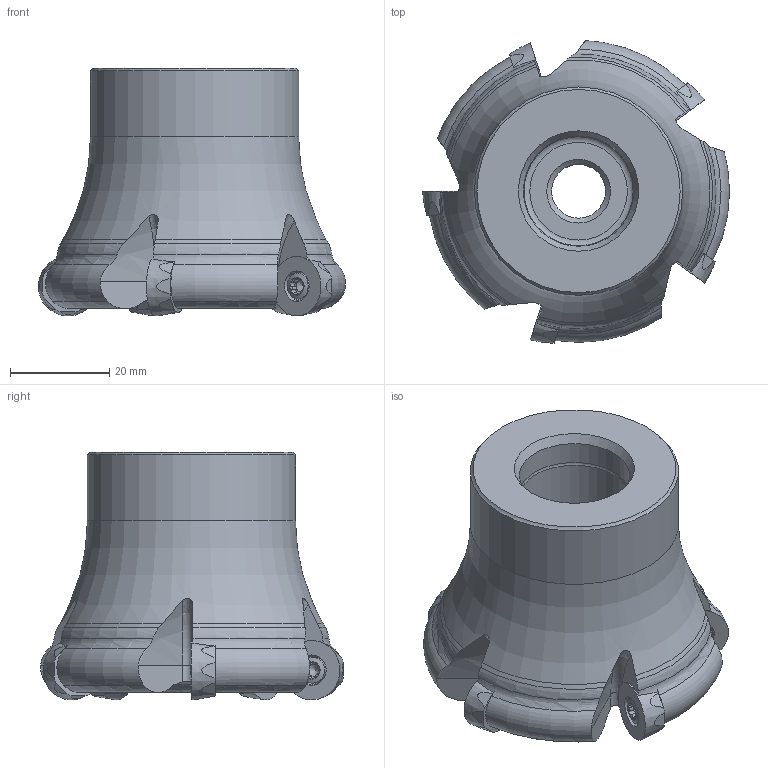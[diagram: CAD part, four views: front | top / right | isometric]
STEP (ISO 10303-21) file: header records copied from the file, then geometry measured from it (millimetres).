
FILE_DESCRIPTION(/* description */ (''),/* implementation_level */ '2;1');
FILE_NAME(/* name */ '1543213370321.stp',/* time_stamp */ '2018-11-26T11:53:03+05:00',/* author */ (''),/* organization */ ('SMS'),/* preprocessor_version */ 'ST-DEVELOPER v15',/* originating_system */ 'SIEMENS PLM Software NX 8.5',/* authorisation */ '');
FILE_SCHEMA (('AUTOMOTIVE_DESIGN { 1 0 10303 214 3 1 1 1 }'));
Length unit declared in the file: millimetre
Products named in the file (4): 201852526mod000_00; 201851069mod000_01; ASSEMBLY_CONSTRUCTION; 201851068mod000_01
Assembly tree (7 placements, depth 2):
  201851068mod000_01
    ASSEMBLY_CONSTRUCTION
    201851069mod000_01
    201852526mod000_00  x5
Bounding box: 61.95 x 61.07 x 50 mm (x, y, z)
Volume: 67195.2 mm3; surface area: 16825.7 mm2
Topology: 6 solids, 6 shells, 399 faces, 1033 edges, 674 vertices
Faces by surface type: plane 169, cone 81, extrusion 60, torus 53, cylinder 31, sphere 5
Full cylindrical faces by diameter (mm): 3.5 x5, 4 x5, 5.25 x5, 10.85 x1, 18 x1, 22.011 x1, 22.25 x1, 22.9 x1, 42 x1
Entity records: 13619 total; most frequent: CARTESIAN_POINT 5439, ORIENTED_EDGE 1634, DIRECTION 1612, EDGE_CURVE 817, AXIS2_PLACEMENT_3D 672, VERTEX_POINT 549, EDGE_LOOP 413, ADVANCED_FACE 343
